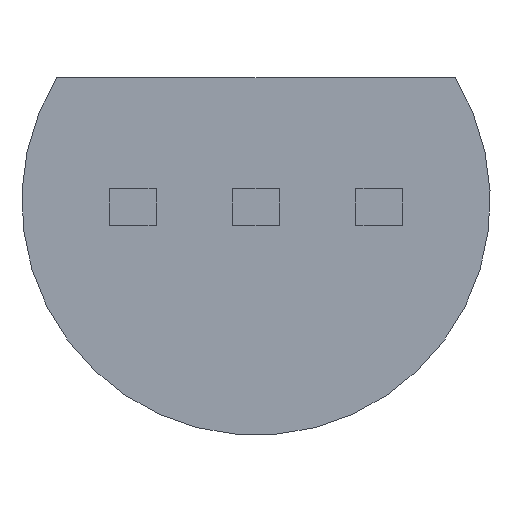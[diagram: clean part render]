
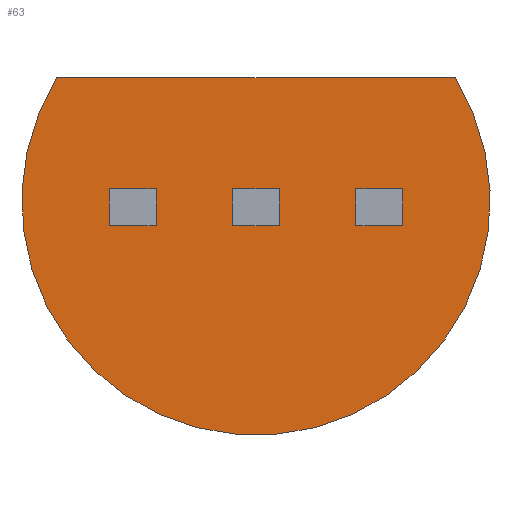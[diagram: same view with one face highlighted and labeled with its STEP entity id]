
A CAD part, front view. The second image highlights one B-rep face of the part: STEP entity #63.
In plain terms, the highlighted planar face has unit normal (0, -1, 0).
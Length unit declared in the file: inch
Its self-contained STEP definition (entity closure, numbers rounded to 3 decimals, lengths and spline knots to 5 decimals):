
#14 = CARTESIAN_POINT ( 'NONE',  ( 0., 0., 0.0025 ) ) ;
#25 = CIRCLE ( 'NONE', #146, 0.095 ) ;
#33 = VERTEX_POINT ( 'NONE', #506 ) ;
#63 = ADVANCED_FACE ( 'NONE', ( #345 ), #504, .T. ) ;
#106 = CARTESIAN_POINT ( 'NONE',  ( -0.095, 0., -0.0925 ) ) ;
#146 = AXIS2_PLACEMENT_3D ( 'NONE', #14, #260, #463 ) ;
#149 = DIRECTION ( 'NONE',  ( 0., -1., 0. ) ) ;
#189 = ORIENTED_EDGE ( 'NONE', *, *, #194, .F. ) ;
#194 = EDGE_CURVE ( 'NONE', #33, #602, #344, .T. ) ;
#195 = EDGE_LOOP ( 'NONE', ( #189, #220 ) ) ;
#205 = DIRECTION ( 'NONE',  ( 0., 0., -1. ) ) ;
#220 = ORIENTED_EDGE ( 'NONE', *, *, #228, .T. ) ;
#228 = EDGE_CURVE ( 'NONE', #33, #602, #25, .T. ) ;
#260 = DIRECTION ( 'NONE',  ( 0., -1., 0. ) ) ;
#299 = AXIS2_PLACEMENT_3D ( 'NONE', #106, #149, #205 ) ;
#312 = DIRECTION ( 'NONE',  ( 1., 0., 0. ) ) ;
#344 = LINE ( 'NONE', #620, #641 ) ;
#345 = FACE_OUTER_BOUND ( 'NONE', #195, .T. ) ;
#463 = DIRECTION ( 'NONE',  ( 0., 0., -1. ) ) ;
#504 = PLANE ( 'NONE',  #299 ) ;
#506 = CARTESIAN_POINT ( 'NONE',  ( -0.08078, 0., 0.0525 ) ) ;
#602 = VERTEX_POINT ( 'NONE', #612 ) ;
#612 = CARTESIAN_POINT ( 'NONE',  ( 0.08078, 0., 0.0525 ) ) ;
#620 = CARTESIAN_POINT ( 'NONE',  ( -0.095, 0., 0.0525 ) ) ;
#641 = VECTOR ( 'NONE', #312, 39.37008 ) ;
